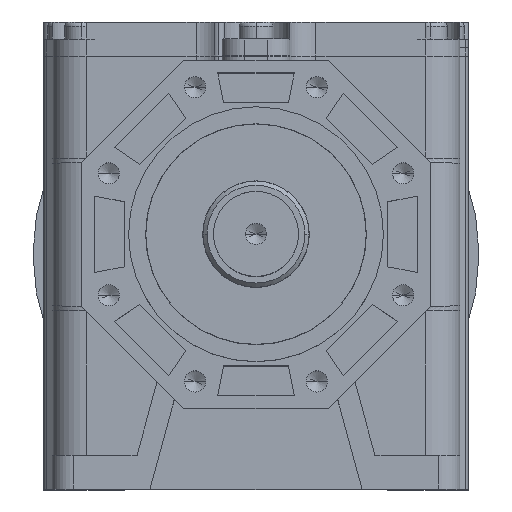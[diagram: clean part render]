
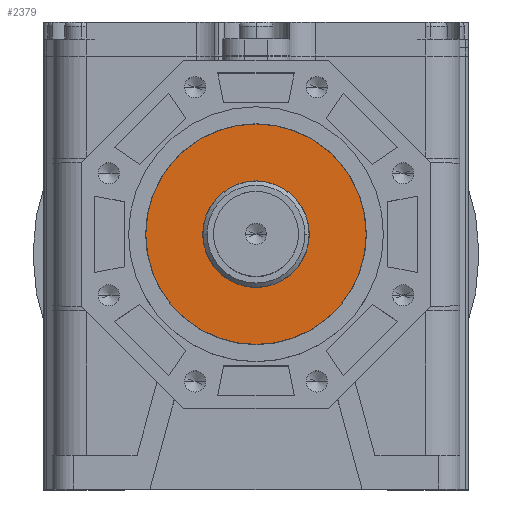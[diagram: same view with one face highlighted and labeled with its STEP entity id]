
A CAD part, top view. The second image highlights one B-rep face of the part: STEP entity #2379.
In plain terms, the highlighted planar face has unit normal (0, 0, 1).
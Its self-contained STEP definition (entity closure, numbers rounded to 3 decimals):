
#4 = CARTESIAN_POINT ( 'NONE',  ( 0., 60., 66.5 ) ) ;
#373 = CARTESIAN_POINT ( 'NONE',  ( 0., 60., 66.5 ) ) ;
#542 = EDGE_CURVE ( 'NONE', #9941, #15021, #8124, .T. ) ;
#1172 = DIRECTION ( 'NONE',  ( 1., 0., 0. ) ) ;
#1197 = EDGE_CURVE ( 'NONE', #8549, #1817, #7313, .T. ) ;
#1548 = DIRECTION ( 'NONE',  ( 1., 0., 0. ) ) ;
#1817 = VERTEX_POINT ( 'NONE', #10482 ) ;
#2094 = DIRECTION ( 'NONE',  ( 0., 0., 1. ) ) ;
#2379 = ADVANCED_FACE ( 'NONE', ( #4684, #7467 ), #3416, .T. ) ;
#2461 = DIRECTION ( 'NONE',  ( 0., 0., 1. ) ) ;
#3025 = AXIS2_PLACEMENT_3D ( 'NONE', #373, #8747, #1548 ) ;
#3377 = CARTESIAN_POINT ( 'NONE',  ( 25.95, 60., 66.5 ) ) ;
#3416 = PLANE ( 'NONE',  #9880 ) ;
#4684 = FACE_OUTER_BOUND ( 'NONE', #6264, .T. ) ;
#4723 = CARTESIAN_POINT ( 'NONE',  ( -25.95, 60., 66.5 ) ) ;
#4725 = DIRECTION ( 'NONE',  ( 0., 0., 1. ) ) ;
#5774 = ORIENTED_EDGE ( 'NONE', *, *, #8535, .T. ) ;
#5901 = ORIENTED_EDGE ( 'NONE', *, *, #1197, .F. ) ;
#6264 = EDGE_LOOP ( 'NONE', ( #5774, #8744 ) ) ;
#7313 = CIRCLE ( 'NONE', #13909, 12.55 ) ;
#7467 = FACE_BOUND ( 'NONE', #13850, .T. ) ;
#8124 = CIRCLE ( 'NONE', #3025, 25.95 ) ;
#8379 = DIRECTION ( 'NONE',  ( 0., 0., 1. ) ) ;
#8535 = EDGE_CURVE ( 'NONE', #15021, #9941, #11541, .T. ) ;
#8549 = VERTEX_POINT ( 'NONE', #10789 ) ;
#8744 = ORIENTED_EDGE ( 'NONE', *, *, #542, .T. ) ;
#8747 = DIRECTION ( 'NONE',  ( 0., 0., 1. ) ) ;
#9277 = CARTESIAN_POINT ( 'NONE',  ( 0., 60., 66.5 ) ) ;
#9640 = CARTESIAN_POINT ( 'NONE',  ( 0., 60., 66.5 ) ) ;
#9880 = AXIS2_PLACEMENT_3D ( 'NONE', #11901, #4725, #13132 ) ;
#9941 = VERTEX_POINT ( 'NONE', #3377 ) ;
#10482 = CARTESIAN_POINT ( 'NONE',  ( -12.55, 60., 66.5 ) ) ;
#10487 = DIRECTION ( 'NONE',  ( 1., 0., 0. ) ) ;
#10789 = CARTESIAN_POINT ( 'NONE',  ( 12.55, 60., 66.5 ) ) ;
#10847 = DIRECTION ( 'NONE',  ( 1., 0., 0. ) ) ;
#11014 = AXIS2_PLACEMENT_3D ( 'NONE', #4, #8379, #1172 ) ;
#11465 = AXIS2_PLACEMENT_3D ( 'NONE', #9640, #2461, #10847 ) ;
#11541 = CIRCLE ( 'NONE', #11014, 25.95 ) ;
#11798 = CIRCLE ( 'NONE', #11465, 12.55 ) ;
#11901 = CARTESIAN_POINT ( 'NONE',  ( 0., 60., 66.5 ) ) ;
#12758 = ORIENTED_EDGE ( 'NONE', *, *, #13011, .F. ) ;
#13011 = EDGE_CURVE ( 'NONE', #1817, #8549, #11798, .T. ) ;
#13132 = DIRECTION ( 'NONE',  ( 1., 0., 0. ) ) ;
#13850 = EDGE_LOOP ( 'NONE', ( #12758, #5901 ) ) ;
#13909 = AXIS2_PLACEMENT_3D ( 'NONE', #9277, #2094, #10487 ) ;
#15021 = VERTEX_POINT ( 'NONE', #4723 ) ;
